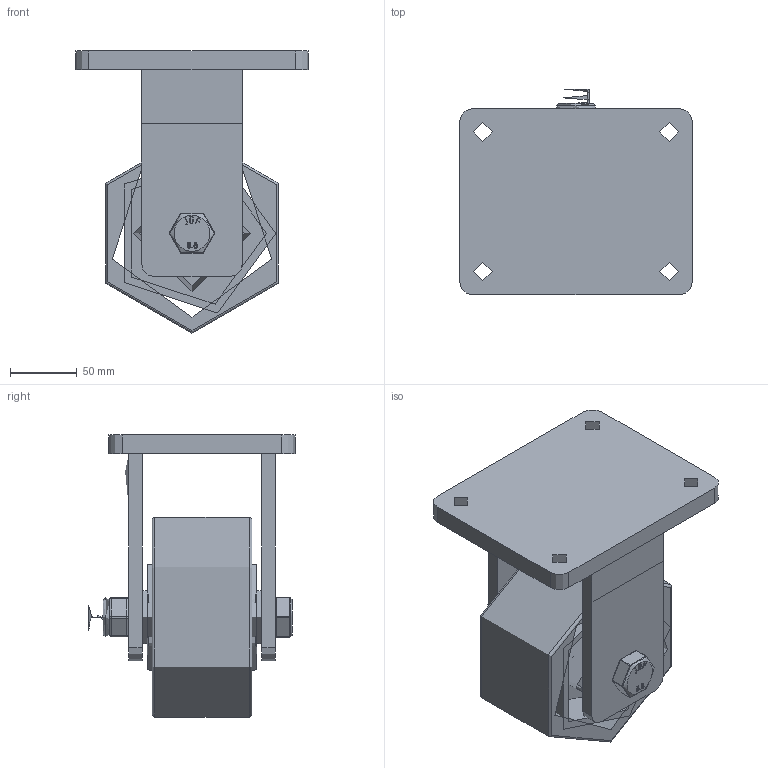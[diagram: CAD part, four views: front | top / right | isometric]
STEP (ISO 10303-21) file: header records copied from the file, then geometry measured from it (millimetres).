
FILE_DESCRIPTION(/* description */ (''),/* implementation_level */ '2;1');
FILE_NAME(/* name */ 'BZQF150PTBJ75.step',/* time_stamp */ '2024-05-24T11:16:54+01:00',/* author */ (''),/* organization */ (''),/* preprocessor_version */ 'ST-DEVELOPER v20',/* originating_system */ 'Autodesk Translation Framework v13.14.0.145',/* authorisation */ '');
FILE_SCHEMA (('AUTOMOTIVE_DESIGN { 1 0 10303 214 3 1 1 }'));
Length unit declared in the file: millimetre
Products named in the file (24): BZQF150PTBJ/75; BZQF150AS90Z v1; FABRICATED STEEL BRACKET; BZXPH150WPTBJM30 v1; POLYURETHANE TYRE; CAST IRON RIM; CAST IRON RIM Geometry; BEARING SPACER; BEARING6206; BEARINGS; BEARING6206 (1); BEARINGS (1); Component1; METAL; MIDDLE; RUBBER; TH30X3.5X20 v1; ZINC PLATED HEADED SPACER; TH30X3.5X20 v1 (1); ZINC PLATED HEADED SPACER (1); BOLTM20X140Z8.8 v2; GRADE 8.8 ZINC PLATED BOLT; NM20NYTHINZ v1; NM20NYTHINZ
Assembly tree (43 placements, depth 5):
  BZQF150PTBJ/75
    BZQF150AS90Z v1
      FABRICATED STEEL BRACKET
    BZXPH150WPTBJM30 v1
      POLYURETHANE TYRE
      CAST IRON RIM
        CAST IRON RIM Geometry
        BEARING SPACER
      BEARING6206
        METAL
        BEARINGS
          Component1  x9
        MIDDLE
        RUBBER
      BEARING6206 (1)
        BEARINGS (1)
          Component1  x9
        METAL
        MIDDLE
        RUBBER
    TH30X3.5X20 v1
      ZINC PLATED HEADED SPACER
    TH30X3.5X20 v1 (1)
      ZINC PLATED HEADED SPACER (1)
    BOLTM20X140Z8.8 v2
      GRADE 8.8 ZINC PLATED BOLT
    NM20NYTHINZ v1
      NM20NYTHINZ
Bounding box: 175 x 155 x 212 mm (x, y, z)
Volume: 1597444.4 mm3; surface area: 374767.5 mm2
Topology: 36 solids, 36 shells, 861 faces, 2253 edges, 1460 vertices
Faces by surface type: plane 282, cylinder 269, bspline 207, torus 56, sphere 42, cone 5
Full cylindrical faces by diameter (mm): 7.5 x18, 14 x4, 16.938 x20, 19.791 x21, 20 x2, 20.5 x4, 28.5 x1, 29 x1, 29.8 x2, 30 x3, 36 x1, 39 x10, 40 x2, 40.5 x4, 41 x4, 42.5 x4, 51.5 x8, 53 x6, 55 x9, 62 x4, 112 x2, 126 x2, 150 x1
Entity records: 26167 total; most frequent: CARTESIAN_POINT 12406, ORIENTED_EDGE 2888, DIRECTION 2449, EDGE_CURVE 1444, VERTEX_POINT 932, AXIS2_PLACEMENT_3D 929, EDGE_LOOP 652, LINE 591
